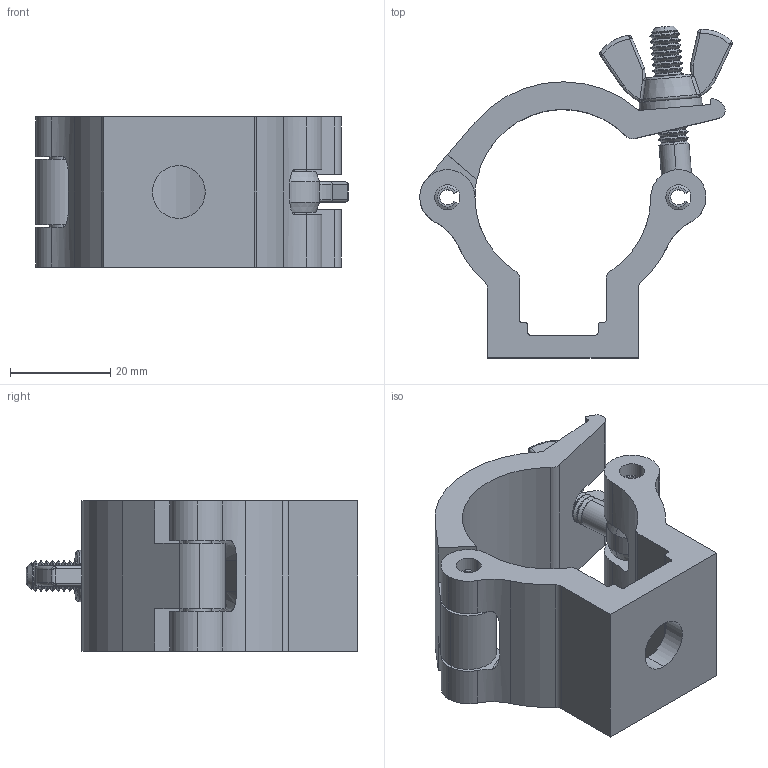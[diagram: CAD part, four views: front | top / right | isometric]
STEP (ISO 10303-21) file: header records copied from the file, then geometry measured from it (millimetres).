
FILE_DESCRIPTION (( 'STEP AP203' ), '1' );
FILE_NAME ('T58900 & T5890001.STEP', '2018-08-13T14:41:42', ( '' ), ( '' ), 'SwSTEP 2.0', 'SolidWorks 2016', '' );
FILE_SCHEMA (( 'CONFIG_CONTROL_DESIGN' ));
Length unit declared in the file: millimetre
Products named in the file (10): A Washer_Bright washer BS 4320 - M6 (Form A); F771; T78010; TH2003; T58900 & T5890001; TH1820; F880_F880 M6 Wing Nut; TH1821; TH2004; TH1819_NO STAMPING
Assembly tree (10 placements, depth 3):
  T58900 & T5890001
    TH1820
      TH2004
    TH1819_NO STAMPING
      TH2003
    F771  x2
    T78010
      TH1821
      F880_F880 M6 Wing Nut
      A Washer_Bright washer BS 4320 - M6 (Form A)
Bounding box: 62.23 x 66.08 x 29.9 mm (x, y, z)
Volume: 28500.7 mm3; surface area: 16647.3 mm2
Topology: 7 solids, 7 shells, 542 faces, 1211 edges, 694 vertices
Faces by surface type: torus 168, cone 160, cylinder 101, plane 77, bspline 36
Entity records: 16427 total; most frequent: CARTESIAN_POINT 3527, DIRECTION 2787, ORIENTED_EDGE 2330, AXIS2_PLACEMENT_3D 1216, EDGE_CURVE 1165, CIRCLE 710, VERTEX_POINT 670, EDGE_LOOP 563
